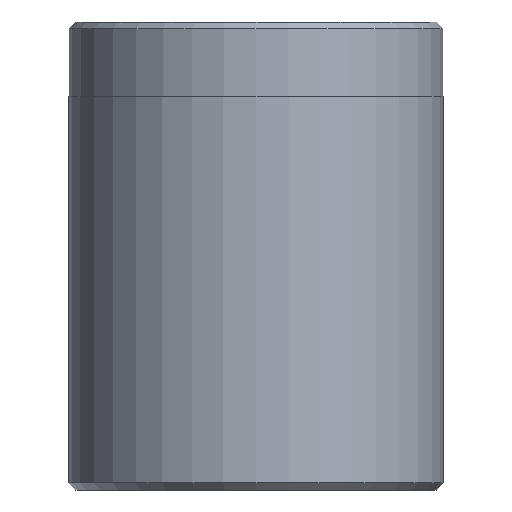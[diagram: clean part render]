
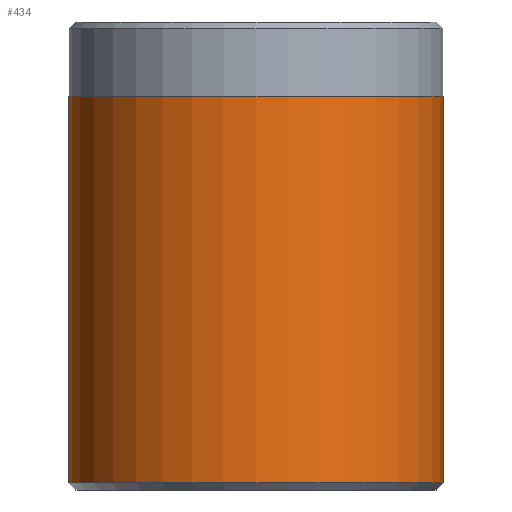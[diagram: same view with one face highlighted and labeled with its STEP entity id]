
A CAD part, front view. The second image highlights one B-rep face of the part: STEP entity #434.
In plain terms, the highlighted cylindrical face has radius 8 mm (diameter 16 mm), a partial arc.
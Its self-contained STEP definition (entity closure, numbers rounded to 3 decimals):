
#41 = VERTEX_POINT ( 'NONE', #415 ) ;
#48 = ORIENTED_EDGE ( 'NONE', *, *, #155, .T. ) ;
#51 = CARTESIAN_POINT ( 'NONE',  ( -8., 0., 16.837 ) ) ;
#84 = FACE_OUTER_BOUND ( 'NONE', #704, .T. ) ;
#102 = VERTEX_POINT ( 'NONE', #532 ) ;
#126 = CARTESIAN_POINT ( 'NONE',  ( 8., 0., 20. ) ) ;
#155 = EDGE_CURVE ( 'NONE', #102, #41, #702, .T. ) ;
#179 = VECTOR ( 'NONE', #519, 1000. ) ;
#257 = DIRECTION ( 'NONE',  ( 1., 0., 0. ) ) ;
#398 = AXIS2_PLACEMENT_3D ( 'NONE', #1517, #573, #1043 ) ;
#403 = DIRECTION ( 'NONE',  ( 0., 0., 1. ) ) ;
#415 = CARTESIAN_POINT ( 'NONE',  ( 8., 0., 0.3 ) ) ;
#434 = ADVANCED_FACE ( 'NONE', ( #84 ), #1983, .T. ) ;
#463 = CARTESIAN_POINT ( 'NONE',  ( 8., 0., 16.837 ) ) ;
#519 = DIRECTION ( 'NONE',  ( 0., 0., -1. ) ) ;
#525 = EDGE_CURVE ( 'NONE', #1071, #41, #1711, .T. ) ;
#532 = CARTESIAN_POINT ( 'NONE',  ( -8., 0., 0.3 ) ) ;
#573 = DIRECTION ( 'NONE',  ( 0., 0., -1. ) ) ;
#586 = LINE ( 'NONE', #1167, #179 ) ;
#597 = AXIS2_PLACEMENT_3D ( 'NONE', #970, #1594, #1586 ) ;
#650 = ORIENTED_EDGE ( 'NONE', *, *, #1371, .T. ) ;
#699 = AXIS2_PLACEMENT_3D ( 'NONE', #1185, #403, #257 ) ;
#702 = CIRCLE ( 'NONE', #699, 8. ) ;
#704 = EDGE_LOOP ( 'NONE', ( #1426, #1355, #650, #48 ) ) ;
#970 = CARTESIAN_POINT ( 'NONE',  ( 0., 0., 16.837 ) ) ;
#1043 = DIRECTION ( 'NONE',  ( -1., 0., 0. ) ) ;
#1057 = DIRECTION ( 'NONE',  ( 0., 0., -1. ) ) ;
#1071 = VERTEX_POINT ( 'NONE', #463 ) ;
#1167 = CARTESIAN_POINT ( 'NONE',  ( -8., 0., 20. ) ) ;
#1181 = VECTOR ( 'NONE', #1057, 1000. ) ;
#1185 = CARTESIAN_POINT ( 'NONE',  ( 0., 0., 0.3 ) ) ;
#1187 = CIRCLE ( 'NONE', #597, 8. ) ;
#1355 = ORIENTED_EDGE ( 'NONE', *, *, #1552, .F. ) ;
#1371 = EDGE_CURVE ( 'NONE', #1556, #102, #586, .T. ) ;
#1426 = ORIENTED_EDGE ( 'NONE', *, *, #525, .F. ) ;
#1517 = CARTESIAN_POINT ( 'NONE',  ( 0., 0., 20. ) ) ;
#1552 = EDGE_CURVE ( 'NONE', #1556, #1071, #1187, .T. ) ;
#1556 = VERTEX_POINT ( 'NONE', #51 ) ;
#1586 = DIRECTION ( 'NONE',  ( 1., 0., 0. ) ) ;
#1594 = DIRECTION ( 'NONE',  ( 0., 0., 1. ) ) ;
#1711 = LINE ( 'NONE', #126, #1181 ) ;
#1983 = CYLINDRICAL_SURFACE ( 'NONE', #398, 8. ) ;
